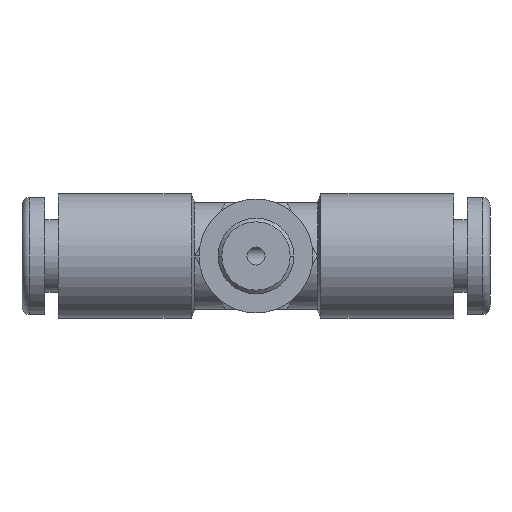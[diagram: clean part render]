
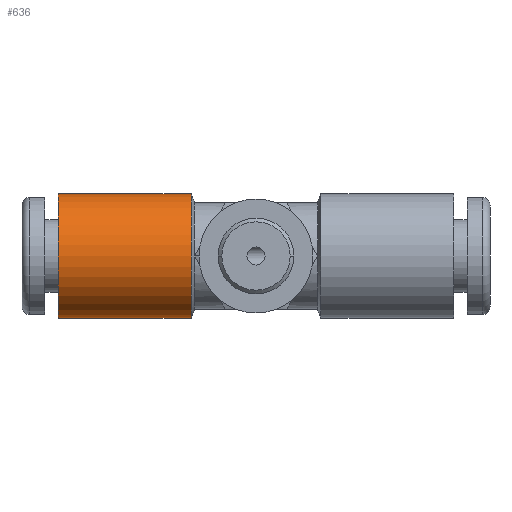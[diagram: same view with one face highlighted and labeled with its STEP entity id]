
A CAD part, front view. The second image highlights one B-rep face of the part: STEP entity #636.
In plain terms, the highlighted cylindrical face has radius 4.1 mm (diameter 8.2 mm), a partial arc.
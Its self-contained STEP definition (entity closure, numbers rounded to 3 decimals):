
#68 = DIRECTION ( 'NONE',  ( 0., 0., -1. ) ) ;
#76 = DIRECTION ( 'NONE',  ( 0., 0., 1. ) ) ;
#398 = ORIENTED_EDGE ( 'NONE', *, *, #484, .T. ) ;
#484 = EDGE_CURVE ( 'NONE', #1846, #2492, #2423, .T. ) ;
#573 = CARTESIAN_POINT ( 'NONE',  ( -13., 0., 4.1 ) ) ;
#636 = ADVANCED_FACE ( 'NONE', ( #1865 ), #691, .T. ) ;
#691 = CYLINDRICAL_SURFACE ( 'NONE', #2267, 4.1 ) ;
#864 = CARTESIAN_POINT ( 'NONE',  ( -13., 0., -4.1 ) ) ;
#1071 = CARTESIAN_POINT ( 'NONE',  ( -4.268, 0., 0. ) ) ;
#1076 = DIRECTION ( 'NONE',  ( 1., 0., 0. ) ) ;
#1085 = CIRCLE ( 'NONE', #2015, 4.1 ) ;
#1087 = VERTEX_POINT ( 'NONE', #573 ) ;
#1163 = CARTESIAN_POINT ( 'NONE',  ( -4.268, 0., -4.1 ) ) ;
#1188 = VERTEX_POINT ( 'NONE', #2482 ) ;
#1196 = EDGE_CURVE ( 'NONE', #1087, #1188, #1783, .T. ) ;
#1284 = DIRECTION ( 'NONE',  ( 0., 0., -1. ) ) ;
#1295 = DIRECTION ( 'NONE',  ( 1., 0., 0. ) ) ;
#1378 = DIRECTION ( 'NONE',  ( 1., 0., 0. ) ) ;
#1561 = CARTESIAN_POINT ( 'NONE',  ( -24.597, 0., -4.1 ) ) ;
#1609 = ORIENTED_EDGE ( 'NONE', *, *, #2129, .T. ) ;
#1737 = ORIENTED_EDGE ( 'NONE', *, *, #1196, .F. ) ;
#1783 = LINE ( 'NONE', #1790, #2329 ) ;
#1790 = CARTESIAN_POINT ( 'NONE',  ( -24.597, 0., 4.1 ) ) ;
#1827 = DIRECTION ( 'NONE',  ( 1., 0., 0. ) ) ;
#1846 = VERTEX_POINT ( 'NONE', #864 ) ;
#1865 = FACE_OUTER_BOUND ( 'NONE', #2509, .T. ) ;
#1931 = CARTESIAN_POINT ( 'NONE',  ( -24.597, 0., 0. ) ) ;
#2015 = AXIS2_PLACEMENT_3D ( 'NONE', #1071, #2513, #1284 ) ;
#2063 = ORIENTED_EDGE ( 'NONE', *, *, #2116, .F. ) ;
#2116 = EDGE_CURVE ( 'NONE', #1188, #2492, #1085, .T. ) ;
#2129 = EDGE_CURVE ( 'NONE', #1087, #1846, #2581, .T. ) ;
#2267 = AXIS2_PLACEMENT_3D ( 'NONE', #1931, #1076, #76 ) ;
#2329 = VECTOR ( 'NONE', #1378, 1000. ) ;
#2366 = VECTOR ( 'NONE', #1827, 1000. ) ;
#2423 = LINE ( 'NONE', #1561, #2366 ) ;
#2424 = AXIS2_PLACEMENT_3D ( 'NONE', #2518, #1295, #68 ) ;
#2482 = CARTESIAN_POINT ( 'NONE',  ( -4.268, 0., 4.1 ) ) ;
#2492 = VERTEX_POINT ( 'NONE', #1163 ) ;
#2509 = EDGE_LOOP ( 'NONE', ( #1609, #398, #2063, #1737 ) ) ;
#2513 = DIRECTION ( 'NONE',  ( 1., 0., 0. ) ) ;
#2518 = CARTESIAN_POINT ( 'NONE',  ( -13., 0., 0. ) ) ;
#2581 = CIRCLE ( 'NONE', #2424, 4.1 ) ;
